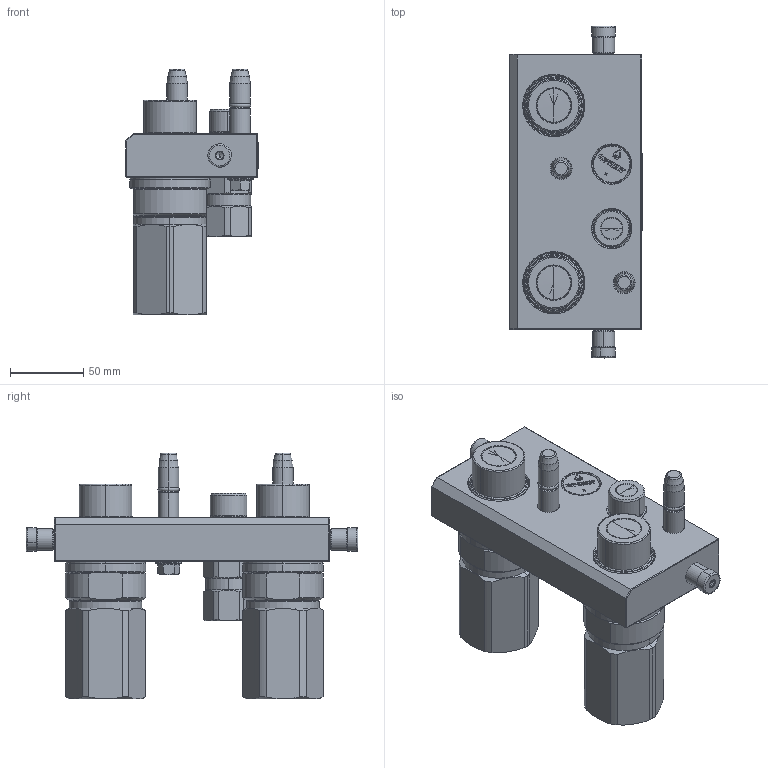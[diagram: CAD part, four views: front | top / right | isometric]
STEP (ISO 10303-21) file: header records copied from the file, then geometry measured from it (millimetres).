
FILE_DESCRIPTION (( 'STEP AP214' ), '1' );
FILE_NAME ('FASTER.step', '2021-04-20T14:40:11', ( '' ), ( '' ), 'SwSTEP 2.0', 'SolidWorks 2017', '' );
FILE_SCHEMA (( 'AUTOMOTIVE_DESIGN' ));
Length unit declared in the file: millimetre
Products named in the file (12): 4860_010_0003_000.prt; 3ffnp1_gas_m; P4A_M_BASE; 4830_028_1000_011.prt; 1540_080_0008_000.prt; or2_62x9_19_m; et002; 2ffnp12-18g_m; 4860_013_0000_000.prt; TAPPO_12; 4830_021_0000_000.prt; FASTER
Assembly tree (17 placements, depth 3):
  FASTER
    P4A_M_BASE
      4860_010_0003_000.prt
      4830_021_0000_000.prt  x2
      or2_62x9_19_m  x2
      1540_080_0008_000.prt  x2
      4830_028_1000_011.prt  x2
      4860_013_0000_000.prt  x2
    3ffnp1_gas_m  x2
    TAPPO_12
    2ffnp12-18g_m
    et002
Bounding box: 90.3 x 226.6 x 167.9 mm (x, y, z)
Volume: 50888 mm3; surface area: 233459.1 mm2
Topology: 9 solids, 42 shells, 2187 faces, 5486 edges, 3459 vertices
Faces by surface type: plane 1063, cylinder 440, cone 390, torus 196, bspline 98
Entity records: 68278 total; most frequent: CARTESIAN_POINT 17045, ORIENTED_EDGE 8488, DIRECTION 8091, EDGE_CURVE 4277, LINE 2761, VECTOR 2761, VERTEX_POINT 2716, AXIS2_PLACEMENT_3D 2665
